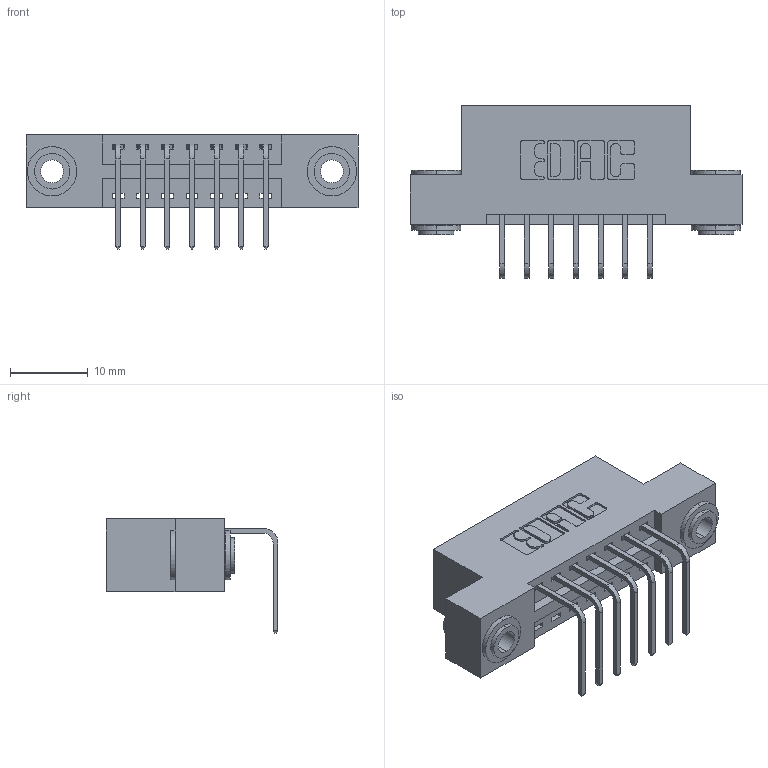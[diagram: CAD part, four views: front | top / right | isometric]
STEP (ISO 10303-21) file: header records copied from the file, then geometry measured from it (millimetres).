
FILE_DESCRIPTION (( 'STEP AP203' ), '1' );
FILE_NAME ('346-007-558-103.STEP', '2022-05-04T20:16:29', ( '' ), ( '' ), 'SwSTEP 2.0', 'SolidWorks 2020', '' );
FILE_SCHEMA (( 'CONFIG_CONTROL_DESIGN' ));
Length unit declared in the file: inch
Products named in the file (4): 345-250-002_345-250-002-102; 345-292-001_558 Tail - 2; 346-007-558-103; 346 Part_Flush Mounting Lugs - 0.156 Dia-TH
Assembly tree (10 placements, depth 2):
  346-007-558-103
    346 Part_Flush Mounting Lugs - 0.156 Dia-TH
    345-292-001_558 Tail - 2  x7
    345-250-002_345-250-002-102  x2
Bounding box: 42.8 x 22.16 x 14.73 mm (x, y, z)
Volume: 3880.3 mm3; surface area: 4862.8 mm2
Topology: 10 solids, 10 shells, 594 faces, 1715 edges, 1130 vertices
Faces by surface type: plane 394, cylinder 192, cone 8
Entity records: 10206 total; most frequent: CARTESIAN_POINT 1742, ORIENTED_EDGE 1674, DIRECTION 1609, EDGE_CURVE 837, LINE 653, VECTOR 653, VERTEX_POINT 554, AXIS2_PLACEMENT_3D 478
